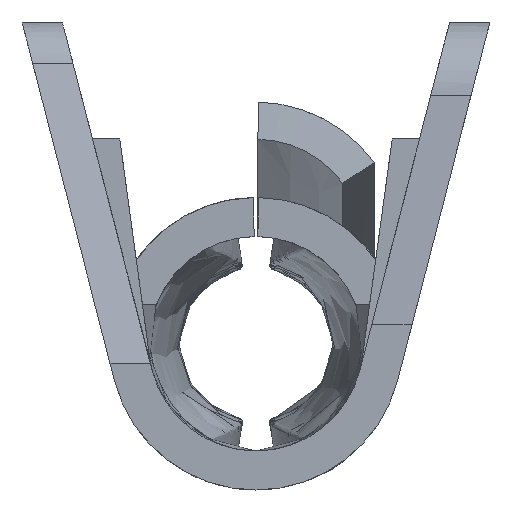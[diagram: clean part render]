
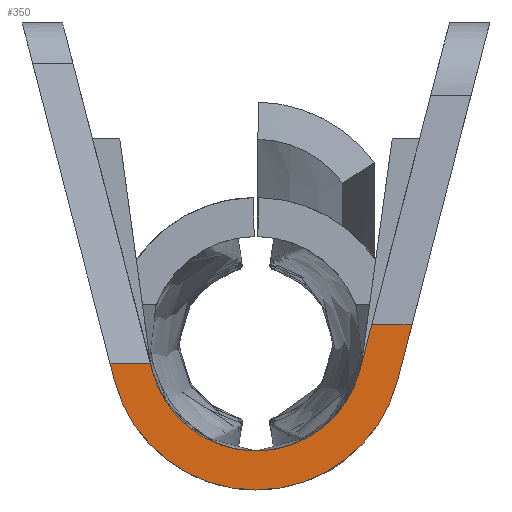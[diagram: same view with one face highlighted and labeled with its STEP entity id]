
A CAD part, front view. The second image highlights one B-rep face of the part: STEP entity #350.
In plain terms, the highlighted planar face has unit normal (0, -1, 0).
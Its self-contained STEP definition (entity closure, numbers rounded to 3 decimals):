
#127=LINE('',#2428,#215);
#128=LINE('',#2430,#216);
#129=LINE('',#2432,#217);
#130=LINE('',#2433,#218);
#131=LINE('',#2435,#219);
#132=LINE('',#2437,#220);
#215=VECTOR('',#1432,1.);
#216=VECTOR('',#1433,1.);
#217=VECTOR('',#1434,1.);
#218=VECTOR('',#1435,1.);
#219=VECTOR('',#1436,1.);
#220=VECTOR('',#1437,1.);
#243=CIRCLE('',#1191,0.75);
#244=CIRCLE('',#1196,0.55);
#291=PLANE('',#1234);
#350=ADVANCED_FACE('',(#423),#291,.T.);
#423=FACE_OUTER_BOUND('',#486,.T.);
#486=EDGE_LOOP('',(#760,#761,#762,#763,#764,#765,#766,#767));
#760=ORIENTED_EDGE('',*,*,#1089,.T.);
#761=ORIENTED_EDGE('',*,*,#1090,.T.);
#762=ORIENTED_EDGE('',*,*,#1091,.T.);
#763=ORIENTED_EDGE('',*,*,#1001,.T.);
#764=ORIENTED_EDGE('',*,*,#1092,.T.);
#765=ORIENTED_EDGE('',*,*,#1093,.T.);
#766=ORIENTED_EDGE('',*,*,#1094,.T.);
#767=ORIENTED_EDGE('',*,*,#1016,.T.);
#886=VERTEX_POINT('',#1852);
#887=VERTEX_POINT('',#1854);
#894=VERTEX_POINT('',#1896);
#895=VERTEX_POINT('',#1898);
#934=VERTEX_POINT('',#2429);
#935=VERTEX_POINT('',#2431);
#936=VERTEX_POINT('',#2434);
#937=VERTEX_POINT('',#2436);
#1001=EDGE_CURVE('',#887,#886,#243,.T.);
#1016=EDGE_CURVE('',#895,#894,#244,.T.);
#1089=EDGE_CURVE('',#894,#934,#127,.T.);
#1090=EDGE_CURVE('',#934,#935,#128,.T.);
#1091=EDGE_CURVE('',#935,#887,#129,.T.);
#1092=EDGE_CURVE('',#886,#936,#130,.T.);
#1093=EDGE_CURVE('',#936,#937,#131,.T.);
#1094=EDGE_CURVE('',#937,#895,#132,.T.);
#1191=AXIS2_PLACEMENT_3D('',#1853,#1309,#1310);
#1196=AXIS2_PLACEMENT_3D('',#1897,#1328,#1329);
#1234=AXIS2_PLACEMENT_3D('',#2438,#1438,#1439);
#1309=DIRECTION('',(0.,-1.,0.));
#1310=DIRECTION('',(1.,0.,0.));
#1328=DIRECTION('',(0.,1.,0.));
#1329=DIRECTION('',(0.,0.,-1.));
#1432=DIRECTION('',(-0.25,0.,0.968));
#1433=DIRECTION('',(-1.,0.,0.));
#1434=DIRECTION('',(0.25,0.,-0.968));
#1435=DIRECTION('',(0.25,0.,0.968));
#1436=DIRECTION('',(-1.,0.,0.));
#1437=DIRECTION('',(-0.25,0.,-0.968));
#1438=DIRECTION('',(0.,-1.,0.));
#1439=DIRECTION('',(0.,0.,-1.));
#1852=CARTESIAN_POINT('',(0.726,-18.9,-0.187));
#1853=CARTESIAN_POINT('',(0.,-18.9,0.));
#1854=CARTESIAN_POINT('',(-0.726,-18.9,-0.187));
#1896=CARTESIAN_POINT('',(-0.533,-18.9,-0.137));
#1897=CARTESIAN_POINT('',(0.,-18.9,0.));
#1898=CARTESIAN_POINT('',(0.533,-18.9,-0.137));
#2428=CARTESIAN_POINT('',(-0.533,-18.9,-0.137));
#2429=CARTESIAN_POINT('',(-0.542,-18.9,-0.1));
#2430=CARTESIAN_POINT('',(0.,-18.9,-0.1));
#2431=CARTESIAN_POINT('',(-0.749,-18.9,-0.1));
#2432=CARTESIAN_POINT('',(-1.2,-18.9,1.65));
#2433=CARTESIAN_POINT('',(0.726,-18.9,-0.187));
#2434=CARTESIAN_POINT('',(0.8,-18.9,0.1));
#2435=CARTESIAN_POINT('',(0.,-18.9,0.1));
#2436=CARTESIAN_POINT('',(0.594,-18.9,0.1));
#2437=CARTESIAN_POINT('',(0.993,-18.9,1.65));
#2438=CARTESIAN_POINT('',(0.,-18.9,0.));
